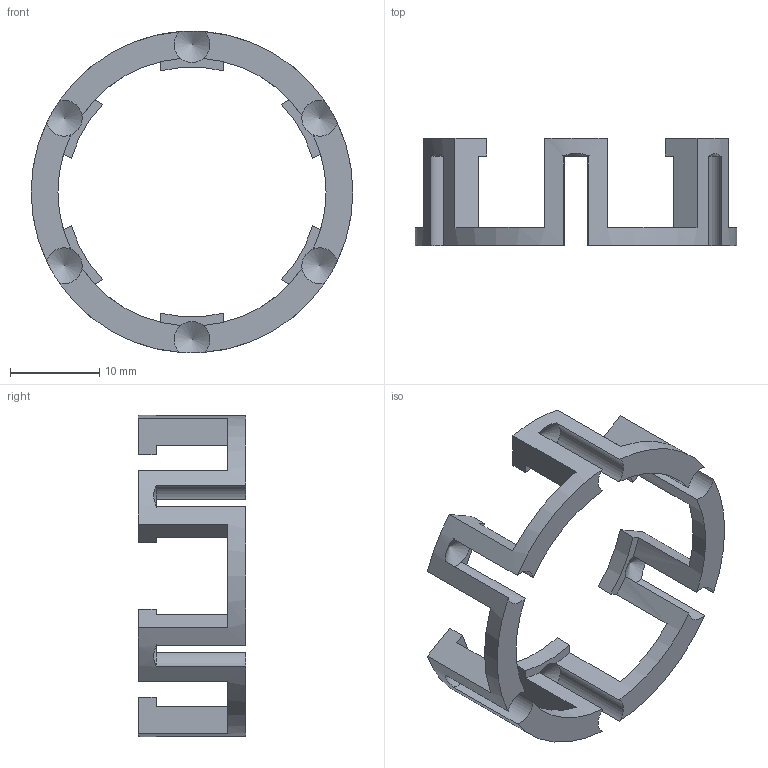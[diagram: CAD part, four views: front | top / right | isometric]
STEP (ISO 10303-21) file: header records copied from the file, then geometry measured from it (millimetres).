
FILE_DESCRIPTION (( 'STEP AP203' ), '1' );
FILE_NAME ('ValveCage-15.STEP', '2024-02-20T15:16:49', ( '' ), ( '' ), 'SwSTEP 2.0', 'SolidWorks 2023', '' );
FILE_SCHEMA (( 'CONFIG_CONTROL_DESIGN' ));
Length unit declared in the file: millimetre
Products named in the file (1): ValveCage-15
Bounding box: 36 x 12 x 36 mm (x, y, z)
Volume: 1301.7 mm3; surface area: 2460.1 mm2
Topology: 1 solids, 1 shells, 67 faces, 200 edges, 127 vertices
Faces by surface type: plane 36, cylinder 25, cone 6
Full cylindrical faces by diameter (mm): 36 x1
Entity records: 2279 total; most frequent: CARTESIAN_POINT 416, DIRECTION 400, ORIENTED_EDGE 372, EDGE_CURVE 186, AXIS2_PLACEMENT_3D 152, VERTEX_POINT 120, LINE 96, VECTOR 96
